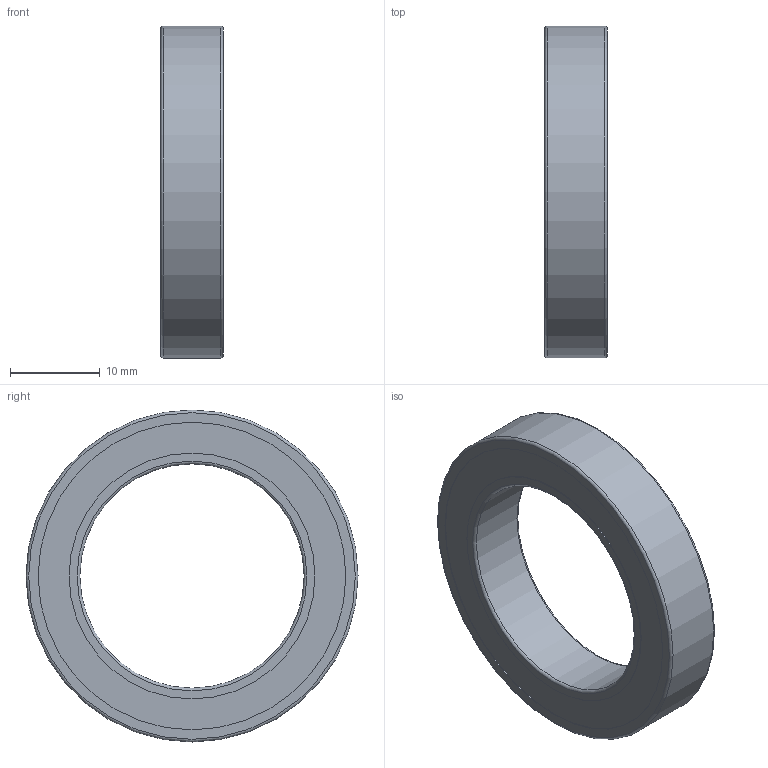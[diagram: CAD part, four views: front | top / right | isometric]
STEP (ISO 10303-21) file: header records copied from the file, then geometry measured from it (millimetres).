
FILE_DESCRIPTION(/* description */ ('STEP AP214'),/* implementation_level */ '2;1');
FILE_NAME(/* name */ 'NSK_6805ZZ',/* time_stamp */ '2025-05-19T13:05:19+02:00',/* author */ ('License CC BY-ND 4.0'),/* organization */ ('CADENAS'),/* preprocessor_version */ 'ST-DEVELOPER v19.3',/* originating_system */ 'PARTsolutions',/* authorisation */ ' ');
FILE_SCHEMA (('AUTOMOTIVE_DESIGN {1 0 10303 214 3 1 1}'));
Length unit declared in the file: millimetre
Products named in the file (6): NSK_6805ZZ; 6805ZZ Outer ring; 6805ZZ Shield1; 6805ZZ Inner ring; 6805ZZ Ball; 6805ZZ Shield2
Assembly tree (17 placements, depth 2):
  NSK_6805ZZ
    6805ZZ Outer ring
    6805ZZ Shield1
    6805ZZ Inner ring
    6805ZZ Ball  x13
    6805ZZ Shield2
Bounding box: 7 x 37 x 37 mm (x, y, z)
Volume: 2659.8 mm3; surface area: 5200.9 mm2
Topology: 17 solids, 17 shells, 45 faces, 91 edges, 58 vertices
Faces by surface type: cylinder 14, sphere 13, plane 12, torus 6
Full cylindrical faces by diameter (mm): 25 x1, 27.4 x4, 28.4 x2, 33.2 x2, 34.3 x4, 37 x1
Entity records: 923 total; most frequent: DIRECTION 166, CARTESIAN_POINT 116, AXIS2_PLACEMENT_3D 83, FACE_BOUND 65, ORIENTED_EDGE 64, EDGE_LOOP 64, VERTEX_POINT 33, ADVANCED_FACE 33
